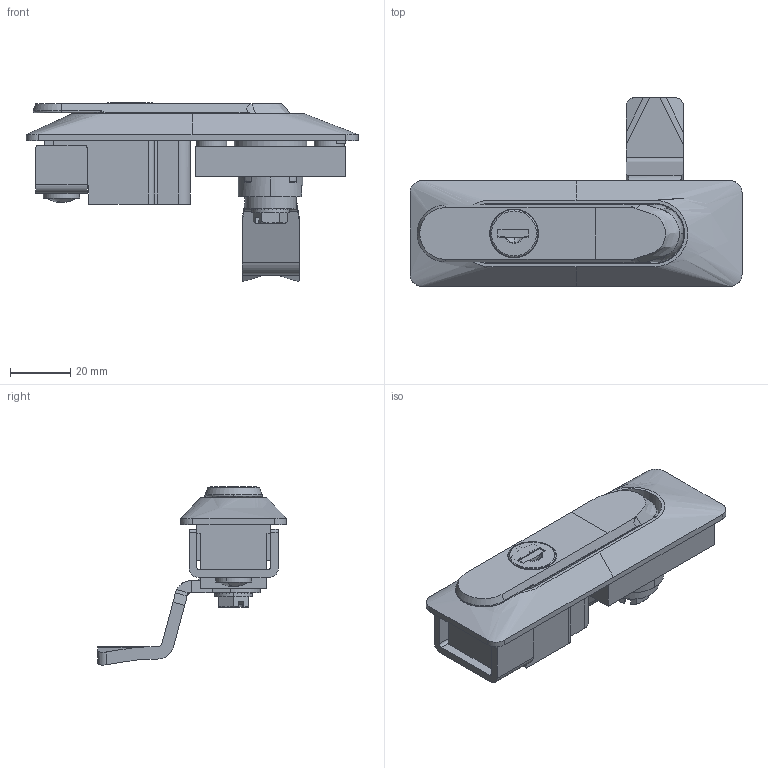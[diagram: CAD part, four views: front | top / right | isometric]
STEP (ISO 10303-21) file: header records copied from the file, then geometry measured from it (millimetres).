
FILE_DESCRIPTION (( 'STEP AP203' ), '1' );
FILE_NAME ('308.20.2.03.57.STEP', '2020-01-31T06:47:47', ( '' ), ( '' ), 'SwSTEP 2.0', 'SolidWorks 2019', '' );
FILE_SCHEMA (( 'CONFIG_CONTROL_DESIGN' ));
Products named in the file (1): 308.20.2.03.57
Bounding box: 110 x 62.6 x 59.01 mm (x, y, z)
Volume: 57111.9 mm3; surface area: 45066.2 mm2
Topology: 16 solids, 16 shells, 1133 faces, 3338 edges, 2235 vertices
Faces by surface type: plane 579, cylinder 330, bspline 107, torus 69, cone 34, sphere 14
Entity records: 51988 total; most frequent: CARTESIAN_POINT 23120, ORIENTED_EDGE 6622, DIRECTION 5335, EDGE_CURVE 3311, VERTEX_POINT 2230, AXIS2_PLACEMENT_3D 1870, VECTOR 1595, LINE 1595
